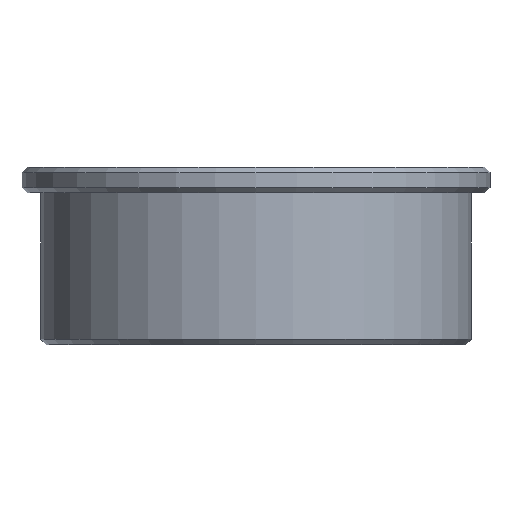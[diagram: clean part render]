
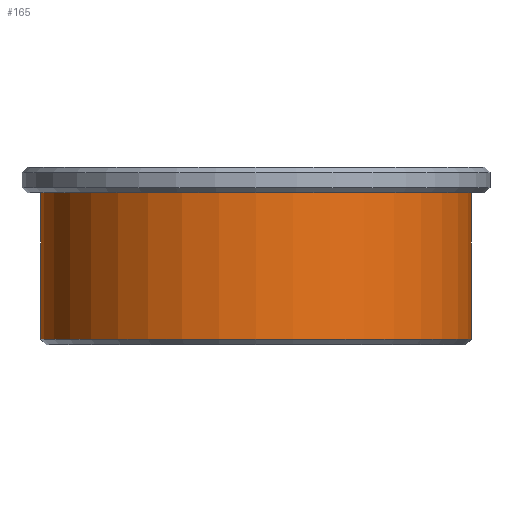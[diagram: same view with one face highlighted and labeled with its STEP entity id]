
A CAD part, front view. The second image highlights one B-rep face of the part: STEP entity #165.
In plain terms, the highlighted cylindrical face has radius 85 mm (diameter 170 mm), a full revolution.
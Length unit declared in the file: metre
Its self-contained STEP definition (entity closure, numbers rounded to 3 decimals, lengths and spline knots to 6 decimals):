
#165=ADVANCED_FACE('',(#204,#205),#206,.T.);
#204=FACE_OUTER_BOUND('',#4848,.T.);
#205=FACE_OUTER_BOUND('',#4849,.T.);
#206=CYLINDRICAL_SURFACE('',#4850,0.085);
#4848=EDGE_LOOP('',(#9527));
#4849=EDGE_LOOP('',(#9528));
#4850=AXIS2_PLACEMENT_3D('',#9529,#9530,#9531);
#9527=ORIENTED_EDGE('',*,*,#9567,.T.);
#9528=ORIENTED_EDGE('',*,*,#9566,.F.);
#9529=CARTESIAN_POINT('',(0.0,0.0,0.0));
#9530=DIRECTION('',(0.0,0.,-1.0));
#9531=DIRECTION('',(0.0,1.0,0.));
#9566=EDGE_CURVE('',#9605,#9605,#9606,.T.);
#9567=EDGE_CURVE('',#9607,#9607,#9608,.T.);
#9605=VERTEX_POINT('',#9769);
#9606=CIRCLE('',#9770,0.085);
#9607=VERTEX_POINT('',#9771);
#9608=CIRCLE('',#9772,0.085);
#9769=CARTESIAN_POINT('',(0.0,0.085,0.002));
#9770=AXIS2_PLACEMENT_3D('',#9815,#9816,#9817);
#9771=CARTESIAN_POINT('',(0.0,0.085,0.06));
#9772=AXIS2_PLACEMENT_3D('',#9818,#9819,#9820);
#9815=CARTESIAN_POINT('',(0.0,0.0,0.002));
#9816=DIRECTION('',(0.0,0.,-1.0));
#9817=DIRECTION('',(0.0,1.0,0.));
#9818=CARTESIAN_POINT('',(0.0,0.,0.06));
#9819=DIRECTION('',(0.0,0.,-1.0));
#9820=DIRECTION('',(0.0,1.0,0.));
